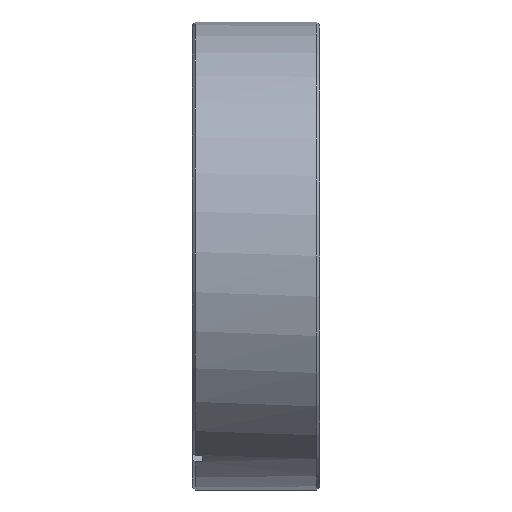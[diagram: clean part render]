
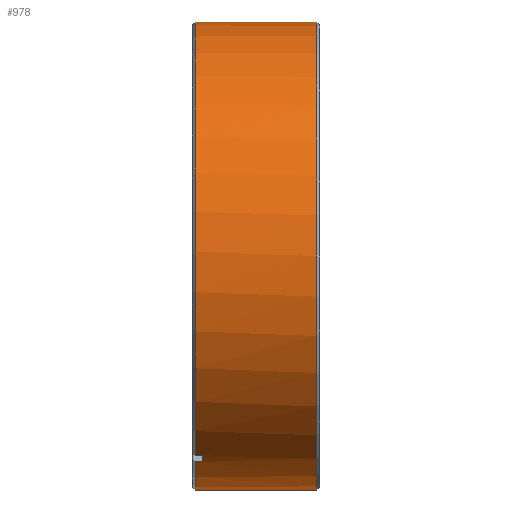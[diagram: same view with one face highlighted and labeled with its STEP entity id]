
A CAD part, left-side view. The second image highlights one B-rep face of the part: STEP entity #978.
In plain terms, the highlighted cylindrical face has radius 35 mm (diameter 70 mm), a partial arc.
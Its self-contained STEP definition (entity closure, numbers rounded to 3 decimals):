
#12 = ORIENTED_EDGE ( 'NONE', *, *, #514, .T. ) ;
#27 = VERTEX_POINT ( 'NONE', #256 ) ;
#86 = VECTOR ( 'NONE', #1767, 1000. ) ;
#108 = CARTESIAN_POINT ( 'NONE',  ( -18.359, 9.1, -29.799 ) ) ;
#111 = CARTESIAN_POINT ( 'NONE',  ( 0., 9.1, 0. ) ) ;
#115 = CARTESIAN_POINT ( 'NONE',  ( 0., 9.1, 35. ) ) ;
#132 = CARTESIAN_POINT ( 'NONE',  ( 0., 31.392, 0. ) ) ;
#170 = CIRCLE ( 'NONE', #584, 35. ) ;
#225 = CARTESIAN_POINT ( 'NONE',  ( -18.359, 31.392, -29.799 ) ) ;
#256 = CARTESIAN_POINT ( 'NONE',  ( 0., -9.1, 35. ) ) ;
#303 = DIRECTION ( 'NONE',  ( 0., 0., 1. ) ) ;
#342 = CARTESIAN_POINT ( 'NONE',  ( -16.627, 8., -30.799 ) ) ;
#353 = DIRECTION ( 'NONE',  ( 0., -1., 0. ) ) ;
#381 = ORIENTED_EDGE ( 'NONE', *, *, #1460, .F. ) ;
#389 = VERTEX_POINT ( 'NONE', #108 ) ;
#409 = LINE ( 'NONE', #926, #1377 ) ;
#439 = VERTEX_POINT ( 'NONE', #115 ) ;
#453 = LINE ( 'NONE', #2419, #901 ) ;
#475 = ORIENTED_EDGE ( 'NONE', *, *, #1629, .T. ) ;
#514 = EDGE_CURVE ( 'NONE', #439, #389, #2324, .T. ) ;
#582 = LINE ( 'NONE', #225, #86 ) ;
#584 = AXIS2_PLACEMENT_3D ( 'NONE', #111, #1450, #303 ) ;
#600 = VERTEX_POINT ( 'NONE', #712 ) ;
#639 = CIRCLE ( 'NONE', #810, 35. ) ;
#657 = DIRECTION ( 'NONE',  ( 0., 1., 0. ) ) ;
#712 = CARTESIAN_POINT ( 'NONE',  ( 0., 9.1, -35. ) ) ;
#769 = EDGE_CURVE ( 'NONE', #1527, #1982, #409, .T. ) ;
#788 = CARTESIAN_POINT ( 'NONE',  ( 0., 9.1, 0. ) ) ;
#797 = DIRECTION ( 'NONE',  ( 0., -1., 0. ) ) ;
#810 = AXIS2_PLACEMENT_3D ( 'NONE', #2134, #965, #2338 ) ;
#901 = VECTOR ( 'NONE', #1810, 1000. ) ;
#906 = FACE_OUTER_BOUND ( 'NONE', #929, .T. ) ;
#926 = CARTESIAN_POINT ( 'NONE',  ( -16.627, 31.392, -30.799 ) ) ;
#929 = EDGE_LOOP ( 'NONE', ( #381, #475, #1256, #12, #1933, #1895, #1961, #1605 ) ) ;
#965 = DIRECTION ( 'NONE',  ( 0., 1., 0. ) ) ;
#978 = ADVANCED_FACE ( 'NONE', ( #906 ), #2401, .T. ) ;
#1104 = AXIS2_PLACEMENT_3D ( 'NONE', #788, #797, #2158 ) ;
#1115 = VERTEX_POINT ( 'NONE', #1880 ) ;
#1167 = AXIS2_PLACEMENT_3D ( 'NONE', #1488, #1698, #1876 ) ;
#1256 = ORIENTED_EDGE ( 'NONE', *, *, #1432, .T. ) ;
#1330 = CARTESIAN_POINT ( 'NONE',  ( -18.359, 8., -29.799 ) ) ;
#1377 = VECTOR ( 'NONE', #353, 1000. ) ;
#1425 = LINE ( 'NONE', #2226, #1939 ) ;
#1432 = EDGE_CURVE ( 'NONE', #27, #439, #453, .T. ) ;
#1450 = DIRECTION ( 'NONE',  ( 0., -1., 0. ) ) ;
#1460 = EDGE_CURVE ( 'NONE', #1115, #600, #1425, .T. ) ;
#1468 = DIRECTION ( 'NONE',  ( 0., 0., 1. ) ) ;
#1488 = CARTESIAN_POINT ( 'NONE',  ( 0., -9.1, 0. ) ) ;
#1527 = VERTEX_POINT ( 'NONE', #2249 ) ;
#1605 = ORIENTED_EDGE ( 'NONE', *, *, #2458, .T. ) ;
#1629 = EDGE_CURVE ( 'NONE', #1115, #27, #2028, .T. ) ;
#1692 = VERTEX_POINT ( 'NONE', #1330 ) ;
#1698 = DIRECTION ( 'NONE',  ( 0., 1., 0. ) ) ;
#1767 = DIRECTION ( 'NONE',  ( 0., 1., 0. ) ) ;
#1810 = DIRECTION ( 'NONE',  ( 0., 1., 0. ) ) ;
#1876 = DIRECTION ( 'NONE',  ( 0., 0., -1. ) ) ;
#1880 = CARTESIAN_POINT ( 'NONE',  ( 0., -9.1, -35. ) ) ;
#1895 = ORIENTED_EDGE ( 'NONE', *, *, #2177, .F. ) ;
#1933 = ORIENTED_EDGE ( 'NONE', *, *, #2240, .F. ) ;
#1939 = VECTOR ( 'NONE', #657, 1000. ) ;
#1961 = ORIENTED_EDGE ( 'NONE', *, *, #769, .F. ) ;
#1982 = VERTEX_POINT ( 'NONE', #342 ) ;
#2028 = CIRCLE ( 'NONE', #1167, 35. ) ;
#2134 = CARTESIAN_POINT ( 'NONE',  ( 0., 8., 0. ) ) ;
#2158 = DIRECTION ( 'NONE',  ( 0., 0., 1. ) ) ;
#2177 = EDGE_CURVE ( 'NONE', #1982, #1692, #639, .T. ) ;
#2226 = CARTESIAN_POINT ( 'NONE',  ( 0., 31.392, -35. ) ) ;
#2240 = EDGE_CURVE ( 'NONE', #1692, #389, #582, .T. ) ;
#2249 = CARTESIAN_POINT ( 'NONE',  ( -16.627, 9.1, -30.799 ) ) ;
#2262 = DIRECTION ( 'NONE',  ( 0., 1., 0. ) ) ;
#2324 = CIRCLE ( 'NONE', #1104, 35. ) ;
#2338 = DIRECTION ( 'NONE',  ( 0., 0., -1. ) ) ;
#2399 = AXIS2_PLACEMENT_3D ( 'NONE', #132, #2262, #1468 ) ;
#2401 = CYLINDRICAL_SURFACE ( 'NONE', #2399, 35. ) ;
#2419 = CARTESIAN_POINT ( 'NONE',  ( 0., 31.392, 35. ) ) ;
#2458 = EDGE_CURVE ( 'NONE', #1527, #600, #170, .T. ) ;
